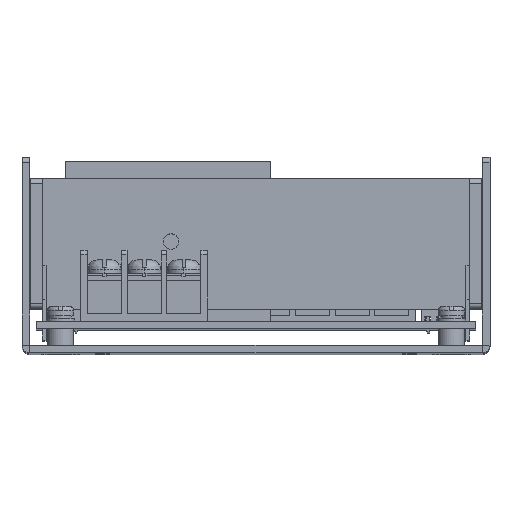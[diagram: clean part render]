
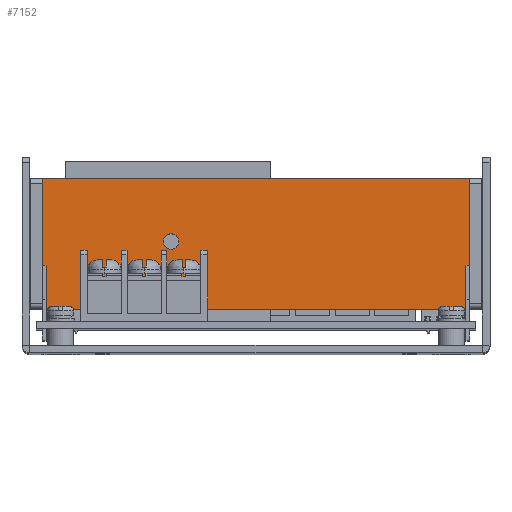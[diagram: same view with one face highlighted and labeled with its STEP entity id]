
A CAD part, top view. The second image highlights one B-rep face of the part: STEP entity #7152.
In plain terms, the highlighted face is planar.
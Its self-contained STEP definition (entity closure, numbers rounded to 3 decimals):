
#6477=DIRECTION('',(0.,1.,0.));
#6478=VECTOR('',#6477,27.);
#6479=CARTESIAN_POINT('',(-44.3,0.,0.));
#6480=LINE('',#6479,#6478);
#6589=DIRECTION('',(1.,0.,0.));
#6590=VECTOR('',#6589,88.6);
#6591=CARTESIAN_POINT('',(-44.3,0.,0.));
#6592=LINE('',#6591,#6590);
#6593=DIRECTION('',(-1.,0.,0.));
#6594=VECTOR('',#6593,88.6);
#6595=CARTESIAN_POINT('',(44.3,27.,0.));
#6596=LINE('',#6595,#6594);
#6597=CARTESIAN_POINT('',(17.6,14.,0.));
#6598=DIRECTION('',(0.,0.,1.));
#6599=DIRECTION('',(-1.,0.,0.));
#6600=AXIS2_PLACEMENT_3D('',#6597,#6598,#6599);
#6602=CARTESIAN_POINT('',(17.6,14.,0.));
#6603=DIRECTION('',(0.,0.,1.));
#6604=DIRECTION('',(1.,0.,0.));
#6605=AXIS2_PLACEMENT_3D('',#6602,#6603,#6604);
#6722=DIRECTION('',(0.,-1.,0.));
#6723=VECTOR('',#6722,27.);
#6724=CARTESIAN_POINT('',(44.3,27.,0.));
#6725=LINE('',#6724,#6723);
#6817=CARTESIAN_POINT('',(44.3,0.,0.));
#6818=VERTEX_POINT('',#6817);
#6819=CARTESIAN_POINT('',(44.3,27.,0.));
#6820=VERTEX_POINT('',#6819);
#6829=CARTESIAN_POINT('',(-44.3,27.,0.));
#6830=VERTEX_POINT('',#6829);
#6831=CARTESIAN_POINT('',(-44.3,0.,0.));
#6832=VERTEX_POINT('',#6831);
#6833=CARTESIAN_POINT('',(16.,14.,0.));
#6834=CARTESIAN_POINT('',(19.2,14.,0.));
#6835=VERTEX_POINT('',#6833);
#6836=VERTEX_POINT('',#6834);
#7133=CARTESIAN_POINT('',(0.,0.,0.));
#7134=DIRECTION('',(0.,0.,1.));
#7135=DIRECTION('',(1.,0.,0.));
#7136=AXIS2_PLACEMENT_3D('',#7133,#7134,#7135);
#7137=PLANE('',#7136);
#7138=ORIENTED_EDGE('',*,*,#6922,.F.);
#7140=ORIENTED_EDGE('',*,*,#7139,.T.);
#7142=ORIENTED_EDGE('',*,*,#7141,.F.);
#7143=ORIENTED_EDGE('',*,*,#7123,.T.);
#7144=EDGE_LOOP('',(#7138,#7140,#7142,#7143));
#7145=FACE_OUTER_BOUND('',#7144,.F.);
#7147=ORIENTED_EDGE('',*,*,#7146,.F.);
#7149=ORIENTED_EDGE('',*,*,#7148,.F.);
#7150=EDGE_LOOP('',(#7147,#7149));
#7151=FACE_BOUND('',#7150,.F.);
#6601=CIRCLE('',#6600,1.6);
#6606=CIRCLE('',#6605,1.6);
#6922=EDGE_CURVE('',#6832,#6830,#6480,.T.);
#7123=EDGE_CURVE('',#6820,#6830,#6596,.T.);
#7139=EDGE_CURVE('',#6832,#6818,#6592,.T.);
#7141=EDGE_CURVE('',#6820,#6818,#6725,.T.);
#7146=EDGE_CURVE('',#6835,#6836,#6601,.T.);
#7148=EDGE_CURVE('',#6836,#6835,#6606,.T.);
#7152=ADVANCED_FACE('',(#7145,#7151),#7137,.F.);
